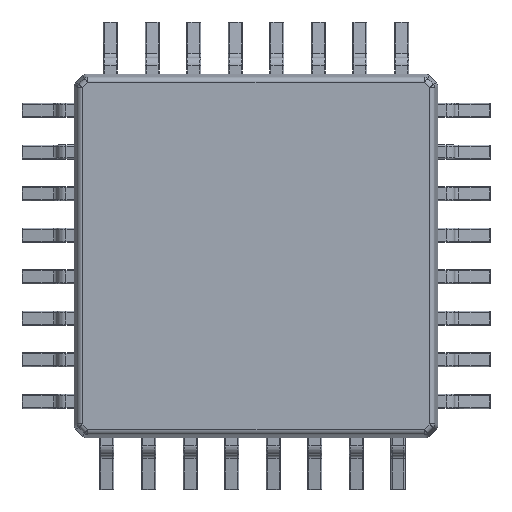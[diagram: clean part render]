
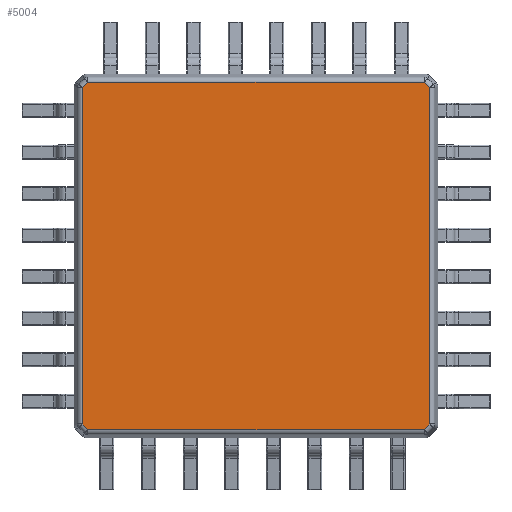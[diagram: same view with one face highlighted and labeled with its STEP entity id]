
A CAD part, top view. The second image highlights one B-rep face of the part: STEP entity #5004.
In plain terms, the highlighted planar face has unit normal (0, 0, 1).
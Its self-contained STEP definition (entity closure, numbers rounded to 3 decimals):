
#26 = CARTESIAN_POINT ( 'NONE',  ( -3.341, 3.234, 0.5 ) ) ;
#34 = EDGE_CURVE ( 'NONE', #6940, #5249, #3588, .T. ) ;
#96 = CARTESIAN_POINT ( 'NONE',  ( 3.234, -3.341, 0.5 ) ) ;
#180 = EDGE_CURVE ( 'NONE', #3888, #6940, #1343, .T. ) ;
#185 = CARTESIAN_POINT ( 'NONE',  ( 0., 0., 0.5 ) ) ;
#354 = LINE ( 'NONE', #6556, #5883 ) ;
#419 = VERTEX_POINT ( 'NONE', #5178 ) ;
#671 = FACE_OUTER_BOUND ( 'NONE', #5561, .T. ) ;
#727 = ORIENTED_EDGE ( 'NONE', *, *, #5326, .T. ) ;
#735 = VERTEX_POINT ( 'NONE', #96 ) ;
#1074 = CARTESIAN_POINT ( 'NONE',  ( 3.341, 0., 0.5 ) ) ;
#1117 = DIRECTION ( 'NONE',  ( 0., -1., 0. ) ) ;
#1250 = VERTEX_POINT ( 'NONE', #1560 ) ;
#1258 = DIRECTION ( 'NONE',  ( 0.707, -0.707, 0. ) ) ;
#1343 = LINE ( 'NONE', #6246, #5696 ) ;
#1560 = CARTESIAN_POINT ( 'NONE',  ( -3.341, -3.234, 0.5 ) ) ;
#1565 = EDGE_CURVE ( 'NONE', #1250, #3871, #1951, .T. ) ;
#1666 = ORIENTED_EDGE ( 'NONE', *, *, #6803, .T. ) ;
#1695 = CARTESIAN_POINT ( 'NONE',  ( 3.234, 3.341, 0.5 ) ) ;
#1779 = VECTOR ( 'NONE', #2358, 1000. ) ;
#1951 = LINE ( 'NONE', #4901, #5732 ) ;
#2031 = DIRECTION ( 'NONE',  ( 0.707, 0.707, 0. ) ) ;
#2210 = LINE ( 'NONE', #1074, #1779 ) ;
#2358 = DIRECTION ( 'NONE',  ( 0., 1., 0. ) ) ;
#2912 = DIRECTION ( 'NONE',  ( -0.707, 0.707, 0. ) ) ;
#2913 = ORIENTED_EDGE ( 'NONE', *, *, #180, .T. ) ;
#3214 = DIRECTION ( 'NONE',  ( 0., 0., 1. ) ) ;
#3351 = LINE ( 'NONE', #4542, #4855 ) ;
#3446 = EDGE_CURVE ( 'NONE', #419, #3888, #3990, .T. ) ;
#3457 = VECTOR ( 'NONE', #2031, 1000. ) ;
#3588 = LINE ( 'NONE', #7761, #4266 ) ;
#3675 = CARTESIAN_POINT ( 'NONE',  ( -3.234, -3.341, 0.5 ) ) ;
#3871 = VERTEX_POINT ( 'NONE', #3675 ) ;
#3888 = VERTEX_POINT ( 'NONE', #1695 ) ;
#3990 = LINE ( 'NONE', #7049, #7862 ) ;
#4057 = DIRECTION ( 'NONE',  ( 1., 0., 0. ) ) ;
#4266 = VECTOR ( 'NONE', #6045, 1000. ) ;
#4542 = CARTESIAN_POINT ( 'NONE',  ( 3.268, -3.341, 0.5 ) ) ;
#4855 = VECTOR ( 'NONE', #4057, 1000. ) ;
#4901 = CARTESIAN_POINT ( 'NONE',  ( -3.211, -3.365, 0.5 ) ) ;
#4919 = CARTESIAN_POINT ( 'NONE',  ( -3.234, 3.341, 0.5 ) ) ;
#5004 = ADVANCED_FACE ( 'NONE', ( #671 ), #6832, .T. ) ;
#5178 = CARTESIAN_POINT ( 'NONE',  ( 3.341, 3.234, 0.5 ) ) ;
#5249 = VERTEX_POINT ( 'NONE', #26 ) ;
#5325 = CARTESIAN_POINT ( 'NONE',  ( 3.341, -3.234, 0.5 ) ) ;
#5326 = EDGE_CURVE ( 'NONE', #735, #7326, #6800, .T. ) ;
#5473 = EDGE_CURVE ( 'NONE', #3871, #735, #3351, .T. ) ;
#5541 = ORIENTED_EDGE ( 'NONE', *, *, #34, .T. ) ;
#5549 = CARTESIAN_POINT ( 'NONE',  ( 3.365, -3.211, 0.5 ) ) ;
#5561 = EDGE_LOOP ( 'NONE', ( #7512, #6060, #2913, #5541, #1666, #7460, #7101, #727 ) ) ;
#5696 = VECTOR ( 'NONE', #5869, 1000. ) ;
#5732 = VECTOR ( 'NONE', #1258, 1000. ) ;
#5869 = DIRECTION ( 'NONE',  ( -1., 0., 0. ) ) ;
#5883 = VECTOR ( 'NONE', #1117, 1000. ) ;
#6045 = DIRECTION ( 'NONE',  ( -0.707, -0.707, 0. ) ) ;
#6060 = ORIENTED_EDGE ( 'NONE', *, *, #3446, .T. ) ;
#6246 = CARTESIAN_POINT ( 'NONE',  ( 0., 3.341, 0.5 ) ) ;
#6556 = CARTESIAN_POINT ( 'NONE',  ( -3.341, -3.268, 0.5 ) ) ;
#6800 = LINE ( 'NONE', #5549, #3457 ) ;
#6803 = EDGE_CURVE ( 'NONE', #5249, #1250, #354, .T. ) ;
#6832 = PLANE ( 'NONE',  #7921 ) ;
#6940 = VERTEX_POINT ( 'NONE', #4919 ) ;
#7049 = CARTESIAN_POINT ( 'NONE',  ( 3.211, 3.365, 0.5 ) ) ;
#7101 = ORIENTED_EDGE ( 'NONE', *, *, #5473, .T. ) ;
#7235 = EDGE_CURVE ( 'NONE', #7326, #419, #2210, .T. ) ;
#7326 = VERTEX_POINT ( 'NONE', #5325 ) ;
#7419 = DIRECTION ( 'NONE',  ( 1., 0., 0. ) ) ;
#7460 = ORIENTED_EDGE ( 'NONE', *, *, #1565, .T. ) ;
#7512 = ORIENTED_EDGE ( 'NONE', *, *, #7235, .T. ) ;
#7761 = CARTESIAN_POINT ( 'NONE',  ( -3.365, 3.211, 0.5 ) ) ;
#7862 = VECTOR ( 'NONE', #2912, 1000. ) ;
#7921 = AXIS2_PLACEMENT_3D ( 'NONE', #185, #3214, #7419 ) ;
